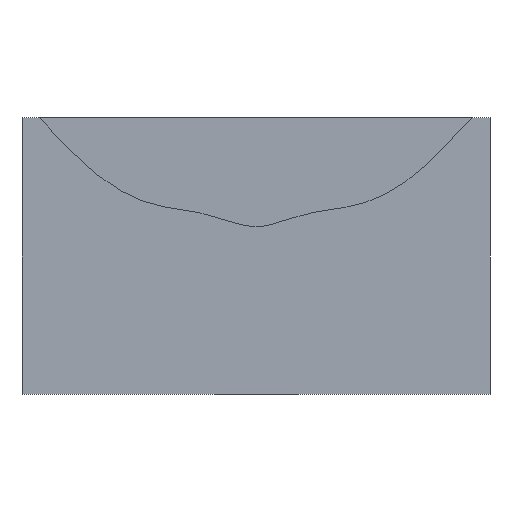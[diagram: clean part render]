
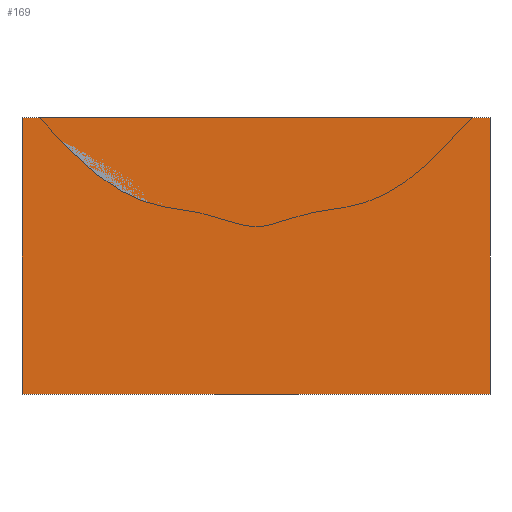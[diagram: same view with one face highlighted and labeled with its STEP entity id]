
A CAD part, front view. The second image highlights one B-rep face of the part: STEP entity #169.
In plain terms, the highlighted planar face has unit normal (0, -1, 0).
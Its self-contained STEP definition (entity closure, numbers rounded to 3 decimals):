
#27=FACE_OUTER_BOUND('',#38,.T.);
#38=EDGE_LOOP('',(#140,#141,#142,#143));
#51=LINE('',#1150,#64);
#59=LINE('',#1165,#72);
#60=LINE('',#1167,#73);
#61=LINE('',#1168,#74);
#64=VECTOR('',#208,10.);
#72=VECTOR('',#220,10.);
#73=VECTOR('',#223,10.);
#74=VECTOR('',#224,10.);
#81=VERTEX_POINT('',#1146);
#83=VERTEX_POINT('',#1149);
#87=VERTEX_POINT('',#1161);
#88=VERTEX_POINT('',#1163);
#99=EDGE_CURVE('',#81,#83,#51,.T.);
#107=EDGE_CURVE('',#87,#88,#59,.T.);
#108=EDGE_CURVE('',#81,#87,#60,.T.);
#109=EDGE_CURVE('',#83,#88,#61,.T.);
#140=ORIENTED_EDGE('',*,*,#108,.T.);
#141=ORIENTED_EDGE('',*,*,#107,.T.);
#142=ORIENTED_EDGE('',*,*,#109,.F.);
#143=ORIENTED_EDGE('',*,*,#99,.F.);
#158=PLANE('',#193);
#169=ADVANCED_FACE('',(#27),#158,.T.);
#193=AXIS2_PLACEMENT_3D('',#1166,#221,#222);
#208=DIRECTION('',(0.,0.,1.));
#220=DIRECTION('',(0.,0.,1.));
#221=DIRECTION('center_axis',(0.,-1.,0.));
#222=DIRECTION('ref_axis',(1.,0.,0.));
#223=DIRECTION('',(1.,0.,0.));
#224=DIRECTION('',(1.,0.,0.));
#1146=CARTESIAN_POINT('',(-220.,0.,0.));
#1149=CARTESIAN_POINT('',(-220.,0.,260.));
#1150=CARTESIAN_POINT('',(-220.,0.,0.));
#1161=CARTESIAN_POINT('',(220.,0.,0.));
#1163=CARTESIAN_POINT('',(220.,0.,260.));
#1165=CARTESIAN_POINT('',(220.,0.,0.));
#1166=CARTESIAN_POINT('Origin',(-220.,0.,0.));
#1167=CARTESIAN_POINT('',(0.,0.,0.));
#1168=CARTESIAN_POINT('',(0.,0.,260.));
